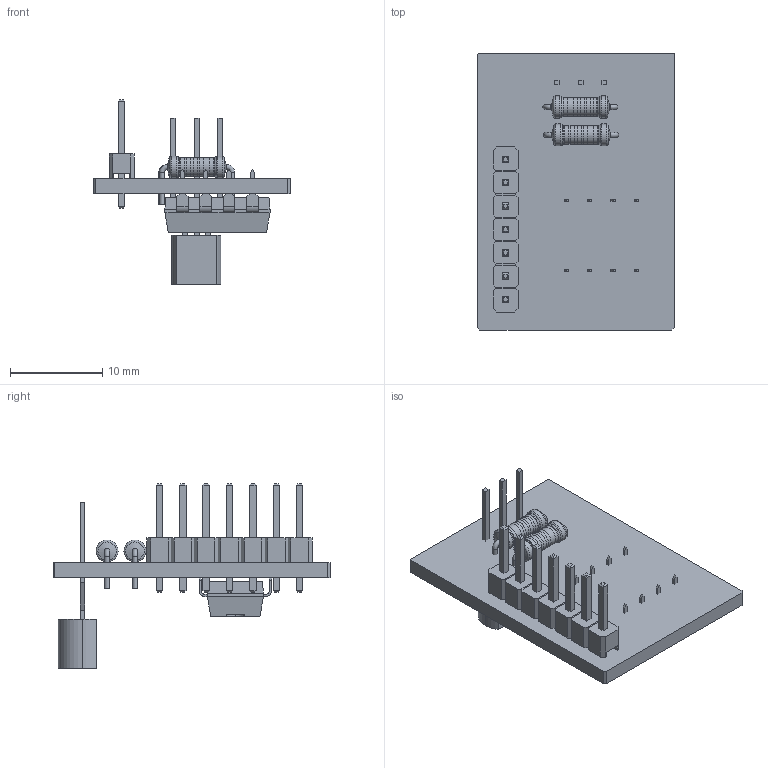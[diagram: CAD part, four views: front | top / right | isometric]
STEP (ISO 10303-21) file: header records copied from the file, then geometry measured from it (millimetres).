
FILE_DESCRIPTION(('Open CASCADE Model'),'2;1');
FILE_NAME('Open CASCADE Shape Model','2019-02-03T01:10:49',('Author'),( 'Open CASCADE'),'Open CASCADE STEP processor 6.5','Open CASCADE 6.5' ,'Unknown');
FILE_SCHEMA(('AUTOMOTIVE_DESIGN { 1 0 10303 214 1 1 1 1 }'));
Length unit declared in the file: millimetre
Products named in the file (18): PCB; Board; U1; CircuitWorks-DIP8; J1; User_Library-HDR1X1_Rectangular_Straight; Q1; User_Library-TO-92-4; R1; MFR-25FBF52-1M_(300mils); Leads; Band2; Band5; Band4; Band1; Band3; Core; R2
Assembly tree (24 placements, depth 4):
  PCB
    Board
    U1
      CircuitWorks-DIP8
    J1
      User_Library-HDR1X1_Rectangular_Straight  x7
    Q1
      User_Library-TO-92-4
    R1
      MFR-25FBF52-1M_(300mils)
        Leads
        Band2
        Band5
        Band4
        Band1
        Band3
        Core
    R2
      MFR-25FBF52-1M_(300mils)
        Leads
        Band2
        Band5
        Band4
        Band1
        Band3
        Core
Bounding box: 21.4 x 30 x 20.08 mm (x, y, z)
Volume: 1631.6 mm3; surface area: 2713.4 mm2
Topology: 24 solids, 24 shells, 469 faces, 1094 edges, 694 vertices
Faces by surface type: plane 404, cylinder 45, torus 12, cone 8
Full cylindrical faces by diameter (mm): 0.55 x8, 2 x2, 2.01 x10, 2.4 x4
Entity records: 16111 total; most frequent: CARTESIAN_POINT 3220, DIRECTION 2243, LINE 1505, VECTOR 1505, ORIENTED_EDGE 1170, PCURVE 1170, DEFINITIONAL_REPRESENTATION 1170, EDGE_CURVE 585
